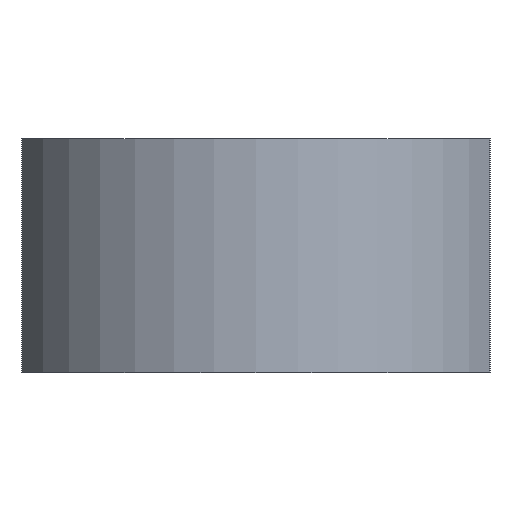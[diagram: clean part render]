
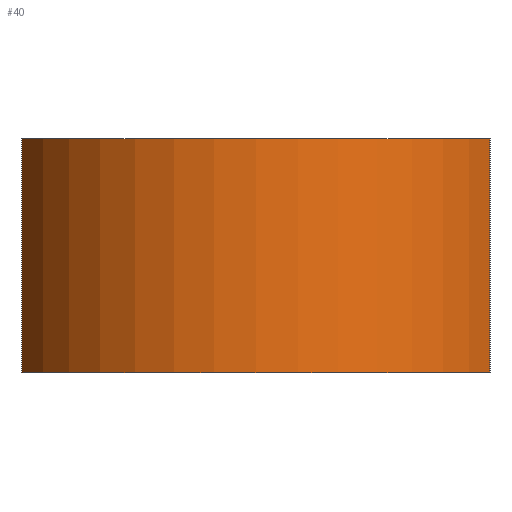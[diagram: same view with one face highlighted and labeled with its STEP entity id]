
A CAD part, left-side view. The second image highlights one B-rep face of the part: STEP entity #40.
In plain terms, the highlighted cylindrical face has radius 5.5 mm (diameter 11 mm), a partial arc.
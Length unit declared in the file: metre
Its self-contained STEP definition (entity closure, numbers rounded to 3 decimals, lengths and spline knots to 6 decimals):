
#40 = ADVANCED_FACE( '', ( #83 ), #84, .T. );
#83 = FACE_OUTER_BOUND( '', #120, .T. );
#84 = CYLINDRICAL_SURFACE( '', #121, 0.0055 );
#120 = EDGE_LOOP( '', ( #165, #166, #167, #168 ) );
#121 = AXIS2_PLACEMENT_3D( '', #169, #170, #171 );
#165 = ORIENTED_EDGE( '', *, *, #207, .T. );
#166 = ORIENTED_EDGE( '', *, *, #213, .F. );
#167 = ORIENTED_EDGE( '', *, *, #198, .F. );
#168 = ORIENTED_EDGE( '', *, *, #214, .T. );
#169 = CARTESIAN_POINT( '', ( 0.0055, -0.005, 0.005 ) );
#170 = DIRECTION( '', ( 0., 0., 1. ) );
#171 = DIRECTION( '', ( -1., 0., 0. ) );
#198 = EDGE_CURVE( '', #221, #224, #225, .T. );
#207 = EDGE_CURVE( '', #234, #239, #241, .T. );
#213 = EDGE_CURVE( '', #224, #239, #249, .T. );
#214 = EDGE_CURVE( '', #221, #234, #250, .T. );
#221 = VERTEX_POINT( '', #257 );
#224 = VERTEX_POINT( '', #261 );
#225 = CIRCLE( '', #262, 0.0055 );
#234 = VERTEX_POINT( '', #272 );
#239 = VERTEX_POINT( '', #278 );
#241 = CIRCLE( '', #281, 0.0055 );
#249 = LINE( '', #289, #290 );
#250 = LINE( '', #291, #292 );
#257 = CARTESIAN_POINT( '', ( 0.003209, 0., 0.005 ) );
#261 = CARTESIAN_POINT( '', ( 0.003209, -0.01, 0.005 ) );
#262 = AXIS2_PLACEMENT_3D( '', #301, #302, #303 );
#272 = CARTESIAN_POINT( '', ( 0.003209, 0., 0. ) );
#278 = CARTESIAN_POINT( '', ( 0.003209, -0.01, 0. ) );
#281 = AXIS2_PLACEMENT_3D( '', #319, #320, #321 );
#289 = CARTESIAN_POINT( '', ( 0.003209, -0.01, 0.005 ) );
#290 = VECTOR( '', #328, 1. );
#291 = CARTESIAN_POINT( '', ( 0.003209, 0., 0.005 ) );
#292 = VECTOR( '', #329, 1. );
#301 = CARTESIAN_POINT( '', ( 0.0055, -0.005, 0.005 ) );
#302 = DIRECTION( '', ( 0., 0., 1. ) );
#303 = DIRECTION( '', ( 1., 0., 0. ) );
#319 = CARTESIAN_POINT( '', ( 0.0055, -0.005, 0. ) );
#320 = DIRECTION( '', ( 0., 0., 1. ) );
#321 = DIRECTION( '', ( 1., 0., 0. ) );
#328 = DIRECTION( '', ( 0., 0., -1. ) );
#329 = DIRECTION( '', ( 0., 0., -1. ) );
